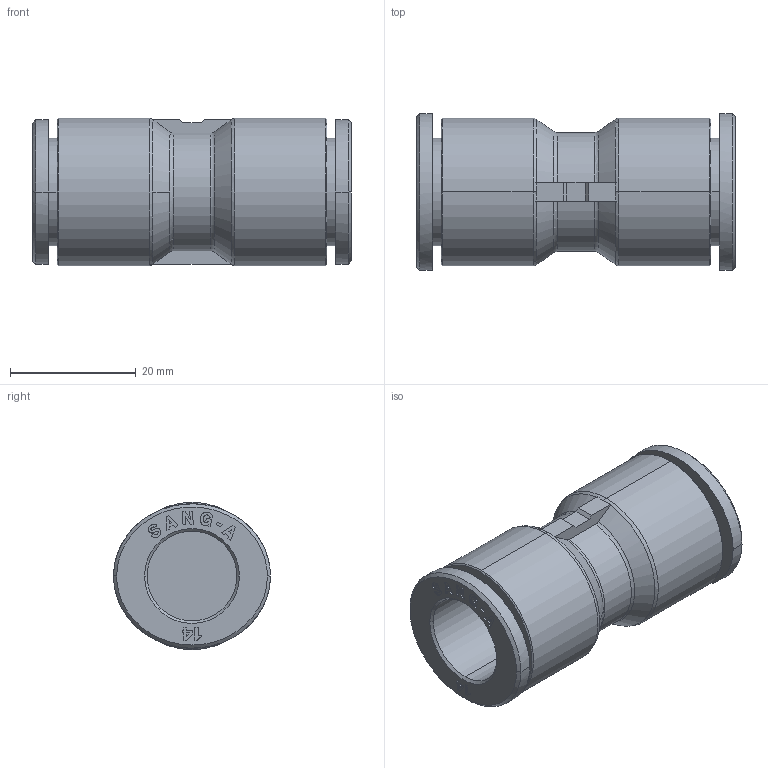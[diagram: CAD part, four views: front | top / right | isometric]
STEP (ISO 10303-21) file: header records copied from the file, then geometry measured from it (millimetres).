
FILE_DESCRIPTION (( 'STEP AP214' ), '1' );
FILE_NAME ('PUC14.stp', '2015-09-24T08:52:56', ( '' ), ( '' ), 'SwSTEP 2.0', 'SolidWorks 2015', '' );
FILE_SCHEMA (( 'AUTOMOTIVE_DESIGN' ));
Length unit declared in the file: millimetre
Products named in the file (2): ｦ+ﾃｦ1; PUC14
Assembly tree (1 placements, depth 2):
  PUC14
    ｦ+ﾃｦ1
Bounding box: 50.8 x 25 x 23.5 mm (x, y, z)
Volume: 12284.6 mm3; surface area: 7622.1 mm2
Topology: 1 solids, 1 shells, 335 faces, 907 edges, 602 vertices
Faces by surface type: plane 220, bspline 64, cylinder 29, cone 18, torus 4
Entity records: 12946 total; most frequent: CARTESIAN_POINT 4634, ORIENTED_EDGE 1814, DIRECTION 1375, EDGE_CURVE 907, VECTOR 637, LINE 637, VERTEX_POINT 602, AXIS2_PLACEMENT_3D 369
